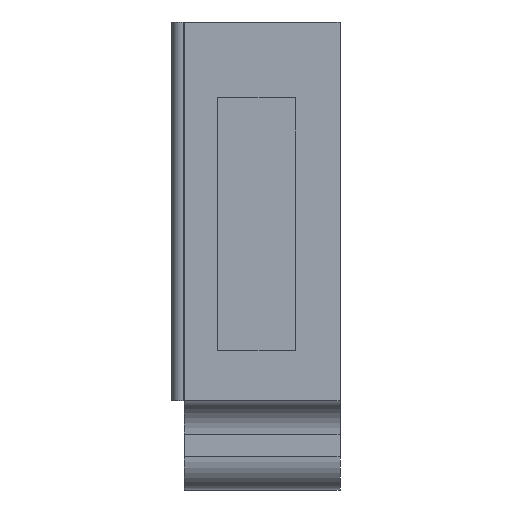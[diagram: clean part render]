
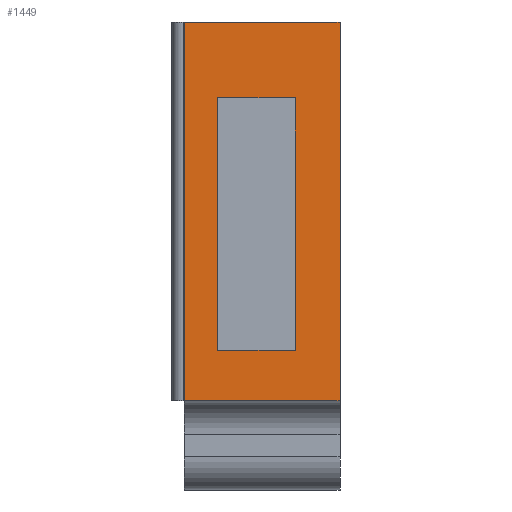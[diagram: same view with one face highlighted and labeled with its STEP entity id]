
A CAD part, left-side view. The second image highlights one B-rep face of the part: STEP entity #1449.
In plain terms, the highlighted planar face has unit normal (-1, 0, 0).
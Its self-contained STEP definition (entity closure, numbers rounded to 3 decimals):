
#36=FACE_BOUND('',#241,.T.);
#82=PLANE('',#1589);
#148=FACE_OUTER_BOUND('',#240,.T.);
#240=EDGE_LOOP('',(#1270,#1271,#1272,#1273));
#241=EDGE_LOOP('',(#1274,#1275,#1276,#1277));
#347=LINE('',#2227,#505);
#368=LINE('',#2284,#526);
#399=LINE('',#2360,#557);
#400=LINE('',#2366,#558);
#401=LINE('',#2369,#559);
#402=LINE('',#2371,#560);
#403=LINE('',#2373,#561);
#404=LINE('',#2374,#562);
#505=VECTOR('',#1817,10.);
#526=VECTOR('',#1856,10.);
#557=VECTOR('',#1929,10.);
#558=VECTOR('',#1936,10.);
#559=VECTOR('',#1937,10.);
#560=VECTOR('',#1938,10.);
#561=VECTOR('',#1939,10.);
#562=VECTOR('',#1940,10.);
#698=VERTEX_POINT('',#2224);
#699=VERTEX_POINT('',#2226);
#725=VERTEX_POINT('',#2281);
#726=VERTEX_POINT('',#2283);
#753=VERTEX_POINT('',#2367);
#754=VERTEX_POINT('',#2368);
#755=VERTEX_POINT('',#2370);
#756=VERTEX_POINT('',#2372);
#866=EDGE_CURVE('',#699,#698,#347,.T.);
#894=EDGE_CURVE('',#725,#726,#368,.T.);
#933=EDGE_CURVE('',#698,#726,#399,.T.);
#936=EDGE_CURVE('',#699,#725,#400,.T.);
#937=EDGE_CURVE('',#753,#754,#401,.T.);
#938=EDGE_CURVE('',#754,#755,#402,.T.);
#939=EDGE_CURVE('',#755,#756,#403,.T.);
#940=EDGE_CURVE('',#756,#753,#404,.T.);
#1270=ORIENTED_EDGE('',*,*,#866,.T.);
#1271=ORIENTED_EDGE('',*,*,#933,.T.);
#1272=ORIENTED_EDGE('',*,*,#894,.F.);
#1273=ORIENTED_EDGE('',*,*,#936,.F.);
#1274=ORIENTED_EDGE('',*,*,#937,.T.);
#1275=ORIENTED_EDGE('',*,*,#938,.T.);
#1276=ORIENTED_EDGE('',*,*,#939,.T.);
#1277=ORIENTED_EDGE('',*,*,#940,.T.);
#1449=ADVANCED_FACE('',(#148,#36),#82,.T.);
#1589=AXIS2_PLACEMENT_3D('',#2365,#1934,#1935);
#1817=DIRECTION('',(0.,0.,1.));
#1856=DIRECTION('',(0.,0.,1.));
#1929=DIRECTION('',(0.,1.,0.));
#1934=DIRECTION('center_axis',(-1.,0.,0.));
#1935=DIRECTION('ref_axis',(0.,0.,1.));
#1936=DIRECTION('',(0.,1.,0.));
#1937=DIRECTION('',(0.,-1.,0.));
#1938=DIRECTION('',(0.,0.,-1.));
#1939=DIRECTION('',(0.,1.,0.));
#1940=DIRECTION('',(0.,0.,1.));
#2224=CARTESIAN_POINT('',(2.503,0.,6.137));
#2226=CARTESIAN_POINT('',(2.503,0.,-10.864));
#2227=CARTESIAN_POINT('',(2.503,0.,-10.864));
#2281=CARTESIAN_POINT('',(2.503,7.,-10.864));
#2283=CARTESIAN_POINT('',(2.503,7.,6.137));
#2284=CARTESIAN_POINT('',(2.503,7.,-10.864));
#2360=CARTESIAN_POINT('',(2.503,0.,6.137));
#2365=CARTESIAN_POINT('Origin',(2.503,0.,-10.864));
#2366=CARTESIAN_POINT('',(2.503,0.,-10.864));
#2367=CARTESIAN_POINT('',(2.503,5.5,2.734));
#2368=CARTESIAN_POINT('',(2.503,2.,2.734));
#2369=CARTESIAN_POINT('',(2.503,2.75,2.734));
#2370=CARTESIAN_POINT('',(2.503,2.,-8.595));
#2371=CARTESIAN_POINT('',(2.503,2.,-4.065));
#2372=CARTESIAN_POINT('',(2.503,5.5,-8.595));
#2373=CARTESIAN_POINT('',(2.503,1.,-8.595));
#2374=CARTESIAN_POINT('',(2.503,5.5,-9.729));
